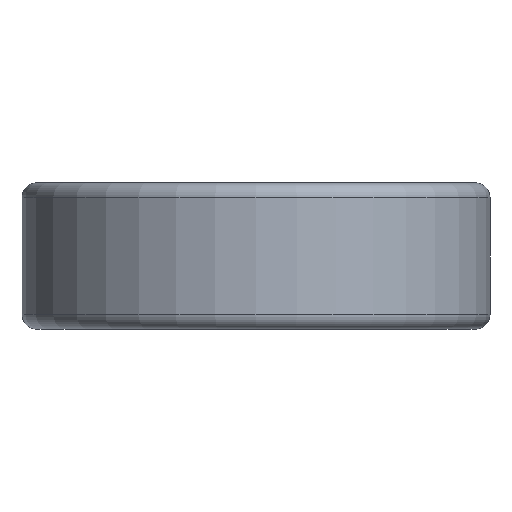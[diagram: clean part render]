
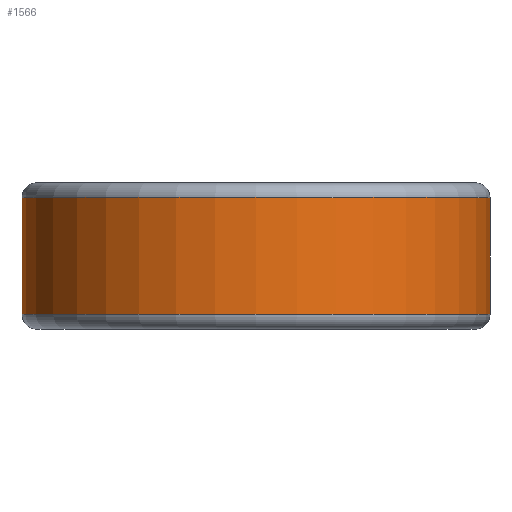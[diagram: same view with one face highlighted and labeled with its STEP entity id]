
A CAD part, left-side view. The second image highlights one B-rep face of the part: STEP entity #1566.
In plain terms, the highlighted cylindrical face has radius 80 mm (diameter 160 mm), a partial arc.
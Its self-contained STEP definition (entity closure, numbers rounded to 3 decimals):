
#265 = ORIENTED_EDGE ( 'NONE', *, *, #3337, .T. ) ;
#453 = VERTEX_POINT ( 'NONE', #890 ) ;
#489 = VECTOR ( 'NONE', #673, 1000. ) ;
#539 = EDGE_CURVE ( 'NONE', #1257, #2842, #1592, .T. ) ;
#673 = DIRECTION ( 'NONE',  ( 0., 0., -1. ) ) ;
#890 = CARTESIAN_POINT ( 'NONE',  ( 0., -80., 20. ) ) ;
#954 = DIRECTION ( 'NONE',  ( 0., 0., -1. ) ) ;
#1198 = ORIENTED_EDGE ( 'NONE', *, *, #1893, .F. ) ;
#1229 = DIRECTION ( 'NONE',  ( 0., 0., -1. ) ) ;
#1257 = VERTEX_POINT ( 'NONE', #1709 ) ;
#1344 = CARTESIAN_POINT ( 'NONE',  ( 0., 0., -20. ) ) ;
#1536 = CARTESIAN_POINT ( 'NONE',  ( 0., 0., 20. ) ) ;
#1566 = ADVANCED_FACE ( 'NONE', ( #1921 ), #2305, .T. ) ;
#1592 = CIRCLE ( 'NONE', #4028, 80. ) ;
#1645 = EDGE_LOOP ( 'NONE', ( #265, #3169, #3891, #1198 ) ) ;
#1709 = CARTESIAN_POINT ( 'NONE',  ( 0., -80., -20. ) ) ;
#1893 = EDGE_CURVE ( 'NONE', #453, #1257, #3744, .T. ) ;
#1921 = FACE_OUTER_BOUND ( 'NONE', #1645, .T. ) ;
#1935 = DIRECTION ( 'NONE',  ( 0., 0., -1. ) ) ;
#1953 = CARTESIAN_POINT ( 'NONE',  ( 0., -80., 0. ) ) ;
#1979 = DIRECTION ( 'NONE',  ( 0., -1., 0. ) ) ;
#2242 = VERTEX_POINT ( 'NONE', #2244 ) ;
#2244 = CARTESIAN_POINT ( 'NONE',  ( 0., 80., 20. ) ) ;
#2305 = CYLINDRICAL_SURFACE ( 'NONE', #3720, 80. ) ;
#2497 = CARTESIAN_POINT ( 'NONE',  ( 0., 80., -20. ) ) ;
#2526 = DIRECTION ( 'NONE',  ( 0., -1., 0. ) ) ;
#2553 = AXIS2_PLACEMENT_3D ( 'NONE', #1536, #1229, #2526 ) ;
#2602 = VECTOR ( 'NONE', #1935, 1000. ) ;
#2655 = CARTESIAN_POINT ( 'NONE',  ( 0., 0., 0. ) ) ;
#2821 = CIRCLE ( 'NONE', #2553, 80. ) ;
#2842 = VERTEX_POINT ( 'NONE', #2497 ) ;
#2888 = DIRECTION ( 'NONE',  ( 0., -1., 0. ) ) ;
#2949 = CARTESIAN_POINT ( 'NONE',  ( 0., 80., 0. ) ) ;
#3169 = ORIENTED_EDGE ( 'NONE', *, *, #3715, .T. ) ;
#3337 = EDGE_CURVE ( 'NONE', #453, #2242, #2821, .T. ) ;
#3582 = DIRECTION ( 'NONE',  ( 0., 0., -1. ) ) ;
#3715 = EDGE_CURVE ( 'NONE', #2242, #2842, #3943, .T. ) ;
#3720 = AXIS2_PLACEMENT_3D ( 'NONE', #2655, #3582, #1979 ) ;
#3744 = LINE ( 'NONE', #1953, #2602 ) ;
#3891 = ORIENTED_EDGE ( 'NONE', *, *, #539, .F. ) ;
#3943 = LINE ( 'NONE', #2949, #489 ) ;
#4028 = AXIS2_PLACEMENT_3D ( 'NONE', #1344, #954, #2888 ) ;
